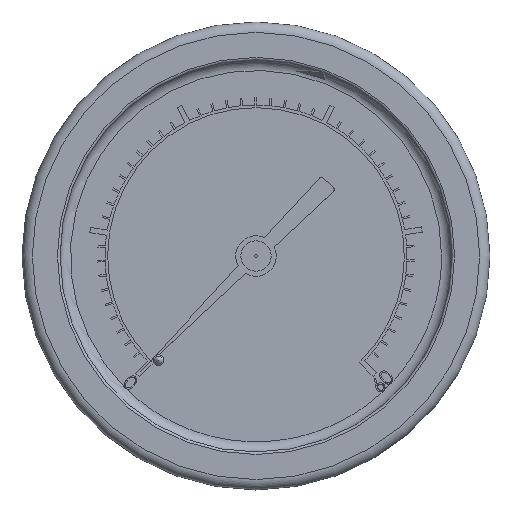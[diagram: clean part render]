
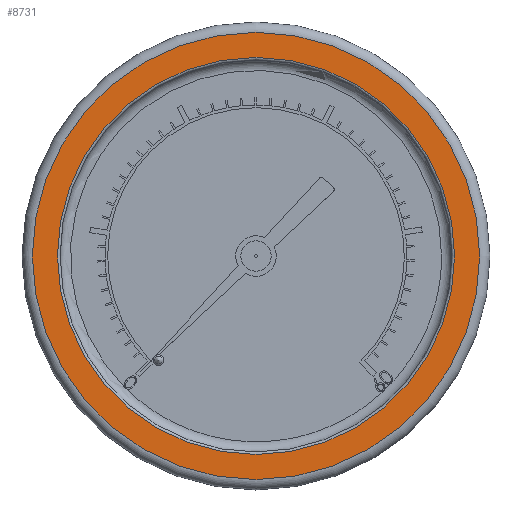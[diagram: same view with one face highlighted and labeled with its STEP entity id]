
A CAD part, top view. The second image highlights one B-rep face of the part: STEP entity #8731.
In plain terms, the highlighted planar face has unit normal (0, 0, 1).
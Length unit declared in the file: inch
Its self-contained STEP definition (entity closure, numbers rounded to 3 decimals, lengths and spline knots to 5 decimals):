
#499 = ORIENTED_EDGE ( 'NONE', *, *, #8893, .T. ) ;
#962 = AXIS2_PLACEMENT_3D ( 'NONE', #4786, #9779, #14800 ) ;
#1009 = CIRCLE ( 'NONE', #2055, 1.2965 ) ;
#1265 = CARTESIAN_POINT ( 'NONE',  ( 1.151, 0., 0. ) ) ;
#2055 = AXIS2_PLACEMENT_3D ( 'NONE', #9163, #2937, #11549 ) ;
#2937 = DIRECTION ( 'NONE',  ( 0., 0., 1. ) ) ;
#3205 = EDGE_LOOP ( 'NONE', ( #12111 ) ) ;
#3891 = VERTEX_POINT ( 'NONE', #11263 ) ;
#4786 = CARTESIAN_POINT ( 'NONE',  ( 0., 0., 0. ) ) ;
#5039 = EDGE_CURVE ( 'NONE', #3891, #3891, #1009, .T. ) ;
#5529 = CARTESIAN_POINT ( 'NONE',  ( 0., 0., 0. ) ) ;
#6767 = FACE_BOUND ( 'NONE', #10871, .T. ) ;
#8731 = ADVANCED_FACE ( 'NONE', ( #6767, #14486 ), #11667, .T. ) ;
#8893 = EDGE_CURVE ( 'NONE', #15045, #15045, #14333, .T. ) ;
#9163 = CARTESIAN_POINT ( 'NONE',  ( 0., 0., 0. ) ) ;
#9290 = DIRECTION ( 'NONE',  ( 0., 0., 1. ) ) ;
#9779 = DIRECTION ( 'NONE',  ( 0., 0., -1. ) ) ;
#10871 = EDGE_LOOP ( 'NONE', ( #499 ) ) ;
#11263 = CARTESIAN_POINT ( 'NONE',  ( 1.2965, 0., 0. ) ) ;
#11549 = DIRECTION ( 'NONE',  ( 1., 0., 0. ) ) ;
#11584 = DIRECTION ( 'NONE',  ( 1., 0., 0. ) ) ;
#11667 = PLANE ( 'NONE',  #12493 ) ;
#12111 = ORIENTED_EDGE ( 'NONE', *, *, #5039, .T. ) ;
#12493 = AXIS2_PLACEMENT_3D ( 'NONE', #5529, #9290, #11584 ) ;
#14333 = CIRCLE ( 'NONE', #962, 1.151 ) ;
#14486 = FACE_OUTER_BOUND ( 'NONE', #3205, .T. ) ;
#14800 = DIRECTION ( 'NONE',  ( 1., 0., 0. ) ) ;
#15045 = VERTEX_POINT ( 'NONE', #1265 ) ;
